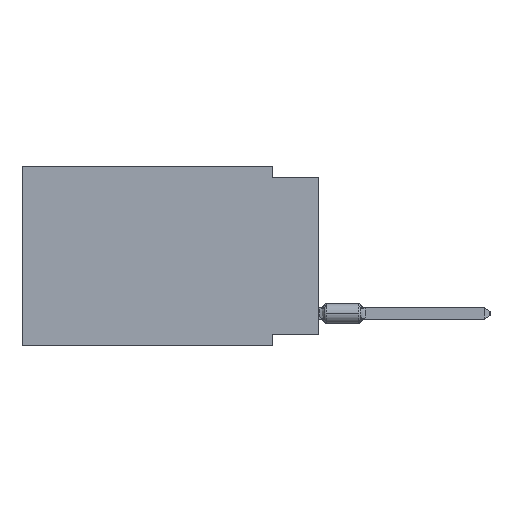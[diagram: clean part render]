
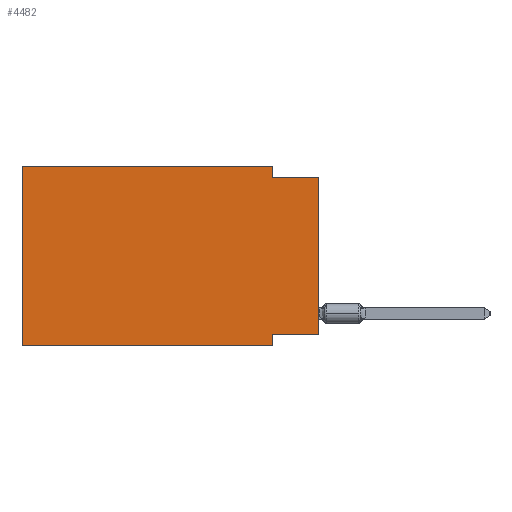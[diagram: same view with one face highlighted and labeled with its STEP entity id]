
A CAD part, left-side view. The second image highlights one B-rep face of the part: STEP entity #4482.
In plain terms, the highlighted planar face has unit normal (-1, 0, 0).
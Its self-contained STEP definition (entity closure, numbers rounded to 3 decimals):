
#731 = LINE ( 'NONE', #17104, #21140 ) ;
#1652 = EDGE_CURVE ( 'NONE', #14962, #13262, #28734, .T. ) ;
#2015 = EDGE_CURVE ( 'NONE', #22655, #39998, #6732, .T. ) ;
#2113 = ORIENTED_EDGE ( 'NONE', *, *, #8940, .T. ) ;
#2207 = VERTEX_POINT ( 'NONE', #26483 ) ;
#2501 = ORIENTED_EDGE ( 'NONE', *, *, #2015, .F. ) ;
#2647 = VECTOR ( 'NONE', #15273, 1000. ) ;
#3088 = ORIENTED_EDGE ( 'NONE', *, *, #6032, .F. ) ;
#3420 = VERTEX_POINT ( 'NONE', #19331 ) ;
#3556 = DIRECTION ( 'NONE',  ( 0., -1., 0. ) ) ;
#3896 = LINE ( 'NONE', #16742, #32668 ) ;
#4482 = ADVANCED_FACE ( 'NONE', ( #34441 ), #18714, .F. ) ;
#6032 = EDGE_CURVE ( 'NONE', #33492, #22655, #37885, .T. ) ;
#6732 = LINE ( 'NONE', #38486, #30592 ) ;
#6770 = LINE ( 'NONE', #13304, #26540 ) ;
#8558 = EDGE_CURVE ( 'NONE', #33492, #13262, #731, .T. ) ;
#8710 = ORIENTED_EDGE ( 'NONE', *, *, #8558, .T. ) ;
#8837 = EDGE_CURVE ( 'NONE', #12708, #3420, #6770, .T. ) ;
#8874 = DIRECTION ( 'NONE',  ( 0., 0., 1. ) ) ;
#8940 = EDGE_CURVE ( 'NONE', #2207, #3420, #33011, .T. ) ;
#9665 = ORIENTED_EDGE ( 'NONE', *, *, #38485, .F. ) ;
#9932 = CARTESIAN_POINT ( 'NONE',  ( 0., 2.54, -0.635 ) ) ;
#11171 = AXIS2_PLACEMENT_3D ( 'NONE', #31082, #15121, #28175 ) ;
#12708 = VERTEX_POINT ( 'NONE', #9932 ) ;
#13262 = VERTEX_POINT ( 'NONE', #33161 ) ;
#13304 = CARTESIAN_POINT ( 'NONE',  ( 0., 0., -0.635 ) ) ;
#14962 = VERTEX_POINT ( 'NONE', #24180 ) ;
#15121 = DIRECTION ( 'NONE',  ( 1., 0., 0. ) ) ;
#15273 = DIRECTION ( 'NONE',  ( 0., 0., -1. ) ) ;
#16742 = CARTESIAN_POINT ( 'NONE',  ( 0., 0., -9.271 ) ) ;
#17104 = CARTESIAN_POINT ( 'NONE',  ( 0., 16.383, -9.906 ) ) ;
#17550 = LINE ( 'NONE', #20914, #35420 ) ;
#18526 = ORIENTED_EDGE ( 'NONE', *, *, #8837, .F. ) ;
#18714 = PLANE ( 'NONE',  #11171 ) ;
#19331 = CARTESIAN_POINT ( 'NONE',  ( 0., 0., -0.635 ) ) ;
#20212 = DIRECTION ( 'NONE',  ( 0., 0., 1. ) ) ;
#20914 = CARTESIAN_POINT ( 'NONE',  ( 0., 2.54, 0. ) ) ;
#21140 = VECTOR ( 'NONE', #39183, 1000. ) ;
#21839 = VECTOR ( 'NONE', #20212, 1000. ) ;
#22655 = VERTEX_POINT ( 'NONE', #37839 ) ;
#22970 = DIRECTION ( 'NONE',  ( 0., -1., 0. ) ) ;
#23605 = CARTESIAN_POINT ( 'NONE',  ( 0., 0., 0. ) ) ;
#24180 = CARTESIAN_POINT ( 'NONE',  ( 0., 2.54, -9.271 ) ) ;
#26483 = CARTESIAN_POINT ( 'NONE',  ( 0., 0., -9.271 ) ) ;
#26540 = VECTOR ( 'NONE', #22970, 1000. ) ;
#26976 = CARTESIAN_POINT ( 'NONE',  ( 0., 16.383, -9.906 ) ) ;
#27786 = VECTOR ( 'NONE', #8874, 1000. ) ;
#28175 = DIRECTION ( 'NONE',  ( 0., 0., -1. ) ) ;
#28362 = EDGE_LOOP ( 'NONE', ( #2113, #18526, #9665, #2501, #3088, #8710, #39272, #34974 ) ) ;
#28734 = LINE ( 'NONE', #31223, #2647 ) ;
#29558 = DIRECTION ( 'NONE',  ( 0., 1., 0. ) ) ;
#30592 = VECTOR ( 'NONE', #3556, 1000. ) ;
#30883 = EDGE_CURVE ( 'NONE', #2207, #14962, #3896, .T. ) ;
#30951 = CARTESIAN_POINT ( 'NONE',  ( 0., 16.383, 0. ) ) ;
#31082 = CARTESIAN_POINT ( 'NONE',  ( 0., 16.383, 0. ) ) ;
#31223 = CARTESIAN_POINT ( 'NONE',  ( 0., 2.54, -9.906 ) ) ;
#32466 = CARTESIAN_POINT ( 'NONE',  ( 0., 2.54, 0. ) ) ;
#32668 = VECTOR ( 'NONE', #29558, 1000. ) ;
#33011 = LINE ( 'NONE', #23605, #21839 ) ;
#33161 = CARTESIAN_POINT ( 'NONE',  ( 0., 2.54, -9.906 ) ) ;
#33492 = VERTEX_POINT ( 'NONE', #26976 ) ;
#34441 = FACE_OUTER_BOUND ( 'NONE', #28362, .T. ) ;
#34974 = ORIENTED_EDGE ( 'NONE', *, *, #30883, .F. ) ;
#35420 = VECTOR ( 'NONE', #37073, 1000. ) ;
#37073 = DIRECTION ( 'NONE',  ( 0., 0., -1. ) ) ;
#37839 = CARTESIAN_POINT ( 'NONE',  ( 0., 16.383, 0. ) ) ;
#37885 = LINE ( 'NONE', #30951, #27786 ) ;
#38485 = EDGE_CURVE ( 'NONE', #39998, #12708, #17550, .T. ) ;
#38486 = CARTESIAN_POINT ( 'NONE',  ( 0., 16.383, 0. ) ) ;
#39183 = DIRECTION ( 'NONE',  ( 0., -1., 0. ) ) ;
#39272 = ORIENTED_EDGE ( 'NONE', *, *, #1652, .F. ) ;
#39998 = VERTEX_POINT ( 'NONE', #32466 ) ;
